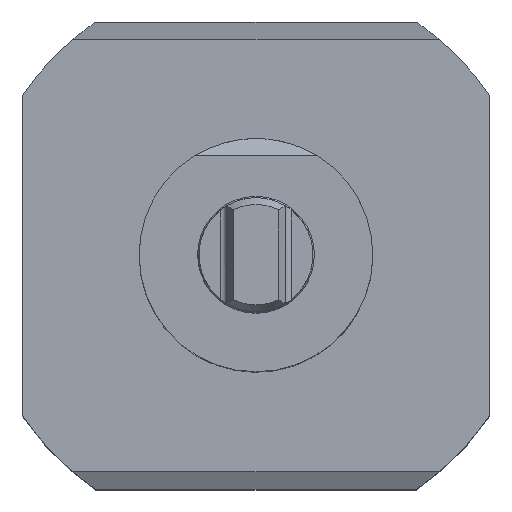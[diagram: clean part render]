
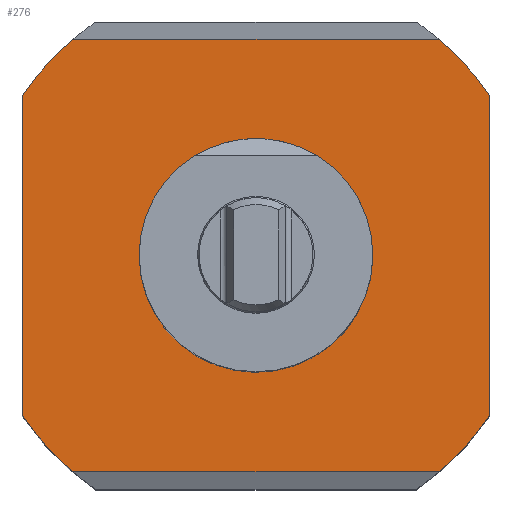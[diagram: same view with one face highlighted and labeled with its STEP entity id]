
A CAD part, top view. The second image highlights one B-rep face of the part: STEP entity #276.
In plain terms, the highlighted planar face has unit normal (0, 0, 1).
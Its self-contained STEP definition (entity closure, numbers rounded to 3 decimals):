
#131=LINE('',#1375,#171);
#133=LINE('',#1384,#173);
#135=LINE('',#1390,#175);
#139=LINE('',#1399,#179);
#171=VECTOR('',#1010,1.0);
#173=VECTOR('',#1018,1.0);
#175=VECTOR('',#1024,1.0);
#179=VECTOR('',#1030,1.0);
#209=PLANE('',#893);
#276=ADVANCED_FACE('',(#334,#335),#209,.F.);
#334=FACE_BOUND('',#391,.T.);
#335=FACE_BOUND('',#392,.T.);
#391=EDGE_LOOP('',(#529,#530,#531,#532,#533,#534,#535,#536));
#392=EDGE_LOOP('',(#537));
#529=ORIENTED_EDGE('',*,*,#763,.F.);
#530=ORIENTED_EDGE('',*,*,#746,.F.);
#531=ORIENTED_EDGE('',*,*,#750,.F.);
#532=ORIENTED_EDGE('',*,*,#739,.F.);
#533=ORIENTED_EDGE('',*,*,#756,.F.);
#534=ORIENTED_EDGE('',*,*,#742,.F.);
#535=ORIENTED_EDGE('',*,*,#757,.F.);
#536=ORIENTED_EDGE('',*,*,#735,.T.);
#537=ORIENTED_EDGE('',*,*,#764,.T.);
#660=VERTEX_POINT('',#1374);
#661=VERTEX_POINT('',#1376);
#664=VERTEX_POINT('',#1383);
#665=VERTEX_POINT('',#1385);
#667=VERTEX_POINT('',#1391);
#668=VERTEX_POINT('',#1392);
#671=VERTEX_POINT('',#1400);
#672=VERTEX_POINT('',#1401);
#679=VERTEX_POINT('',#1433);
#735=EDGE_CURVE('',#661,#660,#131,.T.);
#739=EDGE_CURVE('',#664,#665,#133,.T.);
#742=EDGE_CURVE('',#667,#668,#135,.T.);
#746=EDGE_CURVE('',#671,#672,#139,.T.);
#750=EDGE_CURVE('',#665,#671,#816,.T.);
#756=EDGE_CURVE('',#668,#664,#819,.T.);
#757=EDGE_CURVE('',#661,#667,#820,.T.);
#763=EDGE_CURVE('',#672,#660,#823,.T.);
#764=EDGE_CURVE('',#679,#679,#824,.T.);
#816=CIRCLE('',#878,48.5);
#819=CIRCLE('',#883,48.5);
#820=CIRCLE('',#885,48.5);
#823=CIRCLE('',#890,48.5);
#824=CIRCLE('',#892,20.0);
#878=AXIS2_PLACEMENT_3D('',#1408,#1036,#1037);
#883=AXIS2_PLACEMENT_3D('',#1418,#1049,#1050);
#885=AXIS2_PLACEMENT_3D('',#1420,#1053,#1054);
#890=AXIS2_PLACEMENT_3D('',#1430,#1066,#1067);
#892=AXIS2_PLACEMENT_3D('',#1432,#1070,#1071);
#893=AXIS2_PLACEMENT_3D('',#1434,#1072,#1073);
#1010=DIRECTION('',(-1.0,0.0,0.0));
#1018=DIRECTION('',(-1.0,0.0,0.0));
#1024=DIRECTION('',(0.0,-1.0,0.0));
#1030=DIRECTION('',(0.0,1.0,0.0));
#1036=DIRECTION('',(0.0,0.0,-1.0));
#1037=DIRECTION('',(1.0,0.0,0.0));
#1049=DIRECTION('',(0.0,0.0,-1.0));
#1050=DIRECTION('',(1.0,0.0,0.0));
#1053=DIRECTION('',(0.0,0.0,-1.0));
#1054=DIRECTION('',(1.0,0.0,0.0));
#1066=DIRECTION('',(0.0,0.0,-1.0));
#1067=DIRECTION('',(1.0,0.0,0.0));
#1070=DIRECTION('',(0.0,0.0,-1.0));
#1071=DIRECTION('',(-1.0,0.0,0.0));
#1072=DIRECTION('',(0.0,0.0,-1.0));
#1073=DIRECTION('',(1.0,0.0,0.0));
#1374=CARTESIAN_POINT('',(-31.357,37.0,0.0));
#1375=CARTESIAN_POINT('',(110.722,37.0,0.));
#1376=CARTESIAN_POINT('',(31.357,37.0,0.));
#1383=CARTESIAN_POINT('',(31.357,-37.0,0.0));
#1384=CARTESIAN_POINT('',(110.722,-37.0,0.0));
#1385=CARTESIAN_POINT('',(-31.357,-37.0,0.));
#1390=CARTESIAN_POINT('',(40.0,27.427,0.0));
#1391=CARTESIAN_POINT('',(40.0,27.427,0.0));
#1392=CARTESIAN_POINT('',(40.0,-27.427,0.0));
#1399=CARTESIAN_POINT('',(-40.0,-27.427,0.0));
#1400=CARTESIAN_POINT('',(-40.0,-27.427,0.0));
#1401=CARTESIAN_POINT('',(-40.0,27.427,0.0));
#1408=CARTESIAN_POINT('',(0.,0.,0.0));
#1418=CARTESIAN_POINT('',(0.,0.,0.0));
#1420=CARTESIAN_POINT('',(0.,0.,0.0));
#1430=CARTESIAN_POINT('',(0.,0.,0.0));
#1432=CARTESIAN_POINT('',(0.,0.,0.0));
#1433=CARTESIAN_POINT('',(-20.0,0.,0.0));
#1434=CARTESIAN_POINT('',(0.,0.,0.0));
